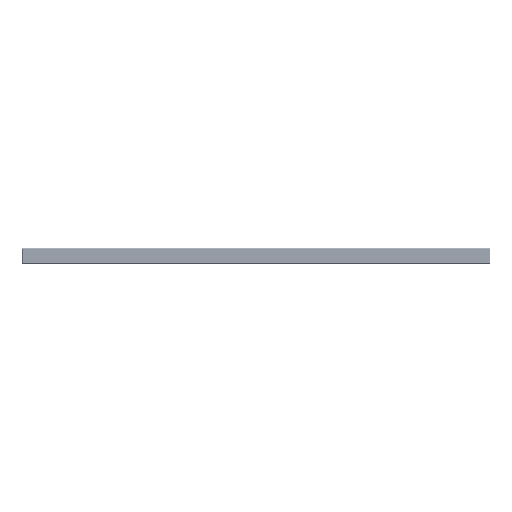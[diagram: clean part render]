
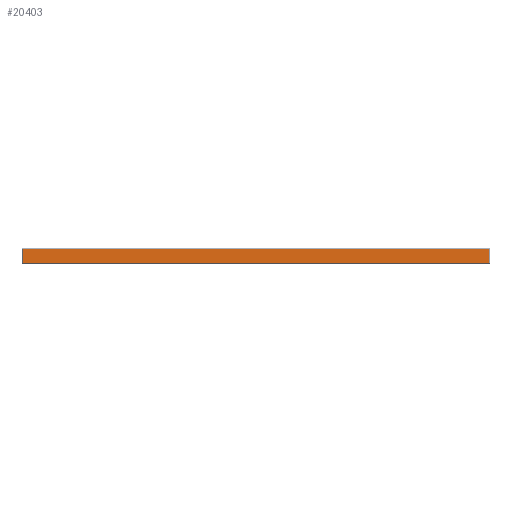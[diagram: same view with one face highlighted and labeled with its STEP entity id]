
A CAD part, front view. The second image highlights one B-rep face of the part: STEP entity #20403.
In plain terms, the highlighted planar face has unit normal (0, -1, 0).
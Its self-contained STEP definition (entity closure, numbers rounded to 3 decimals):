
#12926=FACE_OUTER_BOUND('',#44774,.T.);
#20403=ADVANCED_FACE('',(#12926),#28735,.T.);
#28735=PLANE('',#174249);
#44774=EDGE_LOOP('',(#59980,#59981,#59982,#59983));
#59980=ORIENTED_EDGE('',*,*,#118934,.T.);
#59981=ORIENTED_EDGE('',*,*,#118935,.T.);
#59982=ORIENTED_EDGE('',*,*,#118936,.T.);
#59983=ORIENTED_EDGE('',*,*,#118937,.T.);
#102300=VERTEX_POINT('',#236772);
#102301=VERTEX_POINT('',#236773);
#102302=VERTEX_POINT('',#236775);
#102303=VERTEX_POINT('',#236777);
#118934=EDGE_CURVE('',#102300,#102301,#141077,.T.);
#118935=EDGE_CURVE('',#102301,#102302,#141078,.T.);
#118936=EDGE_CURVE('',#102302,#102303,#141079,.T.);
#118937=EDGE_CURVE('',#102303,#102300,#141080,.T.);
#141077=LINE('',#236771,#158177);
#141078=LINE('',#236774,#158178);
#141079=LINE('',#236776,#158179);
#141080=LINE('',#236778,#158180);
#158177=VECTOR('',#189552,1.);
#158178=VECTOR('',#189553,1.);
#158179=VECTOR('',#189554,1.);
#158180=VECTOR('',#189555,1.);
#174249=AXIS2_PLACEMENT_3D('',#236779,#189556,#189557);
#189552=DIRECTION('',(-1.,0.,0.));
#189553=DIRECTION('',(0.,0.,-1.));
#189554=DIRECTION('',(1.,0.,0.));
#189555=DIRECTION('',(0.,0.,1.));
#189556=DIRECTION('',(0.,-1.,0.));
#189557=DIRECTION('',(0.,0.,1.));
#236771=CARTESIAN_POINT('',(225.,0.,14.542));
#236772=CARTESIAN_POINT('',(449.275,0.,14.542));
#236773=CARTESIAN_POINT('',(0.725,0.,14.542));
#236774=CARTESIAN_POINT('',(0.725,0.,0.292));
#236775=CARTESIAN_POINT('',(0.725,0.,1.042));
#236776=CARTESIAN_POINT('',(225.,0.,1.042));
#236777=CARTESIAN_POINT('',(449.275,0.,1.042));
#236778=CARTESIAN_POINT('',(449.275,0.,0.292));
#236779=CARTESIAN_POINT('',(225.,0.,0.292));
